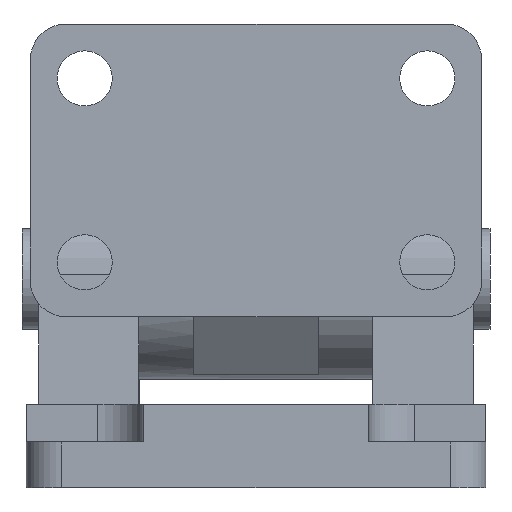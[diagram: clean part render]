
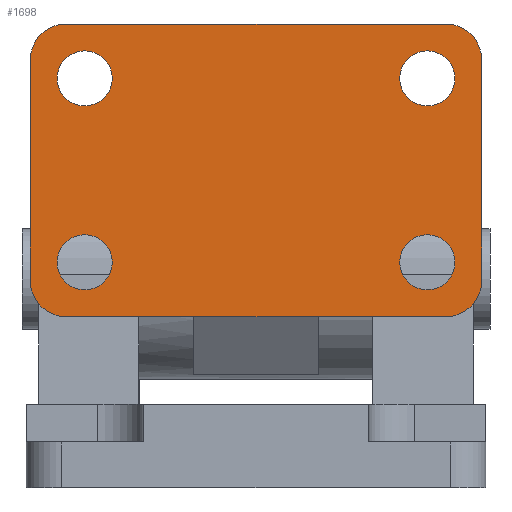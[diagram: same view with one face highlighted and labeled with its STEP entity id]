
A CAD part, left-side view. The second image highlights one B-rep face of the part: STEP entity #1698.
In plain terms, the highlighted face is planar.
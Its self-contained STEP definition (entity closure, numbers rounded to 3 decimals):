
#69=FACE_BOUND('',#377,.T.);
#70=FACE_BOUND('',#378,.T.);
#71=FACE_BOUND('',#379,.T.);
#72=FACE_BOUND('',#380,.T.);
#128=CIRCLE('',#1826,4.25);
#129=CIRCLE('',#1829,4.25);
#132=CIRCLE('',#1837,4.25);
#133=CIRCLE('',#1839,4.25);
#138=CIRCLE('',#1852,3.3);
#139=CIRCLE('',#1854,3.3);
#140=CIRCLE('',#1856,3.3);
#141=CIRCLE('',#1858,3.3);
#252=FACE_OUTER_BOUND('',#376,.T.);
#376=EDGE_LOOP('',(#1457,#1458,#1459,#1460,#1461,#1462,#1463,#1464));
#377=EDGE_LOOP('',(#1465));
#378=EDGE_LOOP('',(#1466));
#379=EDGE_LOOP('',(#1467));
#380=EDGE_LOOP('',(#1468));
#503=LINE('',#2707,#649);
#512=LINE('',#2732,#658);
#515=LINE('',#2737,#661);
#526=LINE('',#2785,#672);
#649=VECTOR('',#2230,45.5);
#658=VECTOR('',#2257,26.5);
#661=VECTOR('',#2262,26.5);
#672=VECTOR('',#2323,45.5);
#802=VERTEX_POINT('',#2704);
#803=VERTEX_POINT('',#2706);
#804=VERTEX_POINT('',#2710);
#806=VERTEX_POINT('',#2719);
#807=VERTEX_POINT('',#2721);
#810=VERTEX_POINT('',#2730);
#811=VERTEX_POINT('',#2735);
#813=VERTEX_POINT('',#2743);
#820=VERTEX_POINT('',#2773);
#821=VERTEX_POINT('',#2776);
#822=VERTEX_POINT('',#2779);
#823=VERTEX_POINT('',#2782);
#1001=EDGE_CURVE('',#803,#802,#503,.T.);
#1004=EDGE_CURVE('',#804,#802,#128,.T.);
#1009=EDGE_CURVE('',#806,#807,#129,.T.);
#1014=EDGE_CURVE('',#806,#810,#512,.T.);
#1017=EDGE_CURVE('',#804,#811,#515,.T.);
#1021=EDGE_CURVE('',#813,#811,#132,.T.);
#1022=EDGE_CURVE('',#803,#810,#133,.T.);
#1034=EDGE_CURVE('',#820,#820,#138,.T.);
#1035=EDGE_CURVE('',#821,#821,#139,.T.);
#1036=EDGE_CURVE('',#822,#822,#140,.T.);
#1037=EDGE_CURVE('',#823,#823,#141,.T.);
#1038=EDGE_CURVE('',#813,#807,#526,.T.);
#1457=ORIENTED_EDGE('',*,*,#1009,.F.);
#1458=ORIENTED_EDGE('',*,*,#1014,.T.);
#1459=ORIENTED_EDGE('',*,*,#1022,.F.);
#1460=ORIENTED_EDGE('',*,*,#1001,.T.);
#1461=ORIENTED_EDGE('',*,*,#1004,.F.);
#1462=ORIENTED_EDGE('',*,*,#1017,.T.);
#1463=ORIENTED_EDGE('',*,*,#1021,.F.);
#1464=ORIENTED_EDGE('',*,*,#1038,.T.);
#1465=ORIENTED_EDGE('',*,*,#1034,.T.);
#1466=ORIENTED_EDGE('',*,*,#1035,.T.);
#1467=ORIENTED_EDGE('',*,*,#1036,.T.);
#1468=ORIENTED_EDGE('',*,*,#1037,.T.);
#1522=PLANE('',#1860);
#1698=ADVANCED_FACE('',(#252,#69,#70,#71,#72),#1522,.F.);
#1826=AXIS2_PLACEMENT_3D('',#2712,#2235,#2236);
#1829=AXIS2_PLACEMENT_3D('',#2722,#2245,#2246);
#1837=AXIS2_PLACEMENT_3D('',#2745,#2270,#2271);
#1839=AXIS2_PLACEMENT_3D('',#2747,#2274,#2275);
#1852=AXIS2_PLACEMENT_3D('',#2774,#2307,#2308);
#1854=AXIS2_PLACEMENT_3D('',#2777,#2311,#2312);
#1856=AXIS2_PLACEMENT_3D('',#2780,#2315,#2316);
#1858=AXIS2_PLACEMENT_3D('',#2783,#2319,#2320);
#1860=AXIS2_PLACEMENT_3D('',#2786,#2324,#2325);
#2230=DIRECTION('',(0.,1.,0.));
#2235=DIRECTION('center_axis',(0.,0.,1.));
#2236=DIRECTION('ref_axis',(-0.707,0.707,0.));
#2245=DIRECTION('center_axis',(0.,0.,1.));
#2246=DIRECTION('ref_axis',(0.707,-0.707,0.));
#2257=DIRECTION('',(-1.,0.,0.));
#2262=DIRECTION('',(1.,0.,0.));
#2270=DIRECTION('center_axis',(0.,0.,1.));
#2271=DIRECTION('ref_axis',(0.707,0.707,0.));
#2274=DIRECTION('center_axis',(0.,0.,1.));
#2275=DIRECTION('ref_axis',(-0.707,-0.707,0.));
#2307=DIRECTION('center_axis',(0.,0.,1.));
#2308=DIRECTION('ref_axis',(1.,0.,0.));
#2311=DIRECTION('center_axis',(0.,0.,1.));
#2312=DIRECTION('ref_axis',(1.,0.,0.));
#2315=DIRECTION('center_axis',(0.,0.,1.));
#2316=DIRECTION('ref_axis',(1.,0.,0.));
#2319=DIRECTION('center_axis',(0.,0.,1.));
#2320=DIRECTION('ref_axis',(1.,0.,0.));
#2323=DIRECTION('',(0.,-1.,0.));
#2324=DIRECTION('center_axis',(0.,0.,1.));
#2325=DIRECTION('ref_axis',(1.,0.,0.));
#2704=CARTESIAN_POINT('',(-17.5,22.75,0.));
#2706=CARTESIAN_POINT('',(-17.5,-22.75,0.));
#2707=CARTESIAN_POINT('',(-17.5,-27.,0.));
#2710=CARTESIAN_POINT('',(-13.25,27.,0.));
#2712=CARTESIAN_POINT('Origin',(-13.25,22.75,0.));
#2719=CARTESIAN_POINT('',(13.25,-27.,0.));
#2721=CARTESIAN_POINT('',(17.5,-22.75,0.));
#2722=CARTESIAN_POINT('Origin',(13.25,-22.75,0.));
#2730=CARTESIAN_POINT('',(-13.25,-27.,0.));
#2732=CARTESIAN_POINT('',(17.5,-27.,0.));
#2735=CARTESIAN_POINT('',(13.25,27.,0.));
#2737=CARTESIAN_POINT('',(-17.5,27.,0.));
#2743=CARTESIAN_POINT('',(17.5,22.75,0.));
#2745=CARTESIAN_POINT('Origin',(13.25,22.75,0.));
#2747=CARTESIAN_POINT('Origin',(-13.25,-22.75,0.));
#2773=CARTESIAN_POINT('',(-14.3,-20.5,0.));
#2774=CARTESIAN_POINT('Origin',(-11.,-20.5,0.));
#2776=CARTESIAN_POINT('',(7.7,20.5,0.));
#2777=CARTESIAN_POINT('Origin',(11.,20.5,0.));
#2779=CARTESIAN_POINT('',(7.7,-20.5,0.));
#2780=CARTESIAN_POINT('Origin',(11.,-20.5,0.));
#2782=CARTESIAN_POINT('',(-14.3,20.5,0.));
#2783=CARTESIAN_POINT('Origin',(-11.,20.5,0.));
#2785=CARTESIAN_POINT('',(17.5,27.,0.));
#2786=CARTESIAN_POINT('Origin',(0.,0.,0.));
